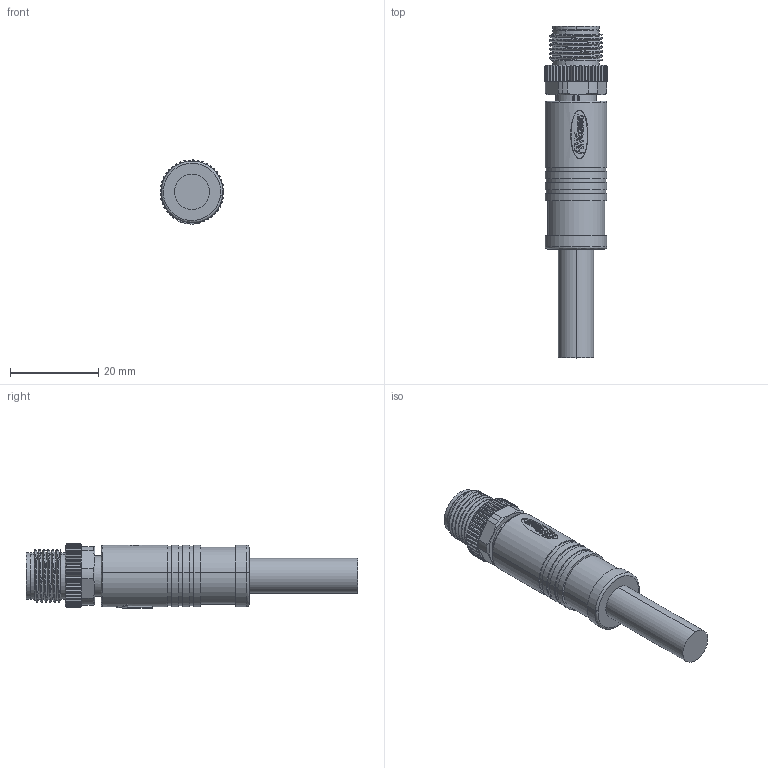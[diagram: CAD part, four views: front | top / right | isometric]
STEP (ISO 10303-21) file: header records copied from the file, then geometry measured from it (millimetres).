
FILE_DESCRIPTION (( 'STEP AP203' ), '1' );
FILE_NAME ('P140.STEP', '2020-05-12T02:14:31', ( 'edpusr' ), ( 'Microsoft' ), 'SwSTEP 2.0', 'SolidWorks 2015', '' );
FILE_SCHEMA (( 'CONFIG_CONTROL_DESIGN' ));
Products named in the file (1): P140
Bounding box: 14.49 x 75.3 x 14.55 mm (x, y, z)
Volume: 7693.4 mm3; surface area: 6440.9 mm2
Topology: 1 solids, 17 shells, 1184 faces, 3096 edges, 1984 vertices
Faces by surface type: plane 385, cylinder 384, cone 213, bspline 188, sphere 10, torus 4
Entity records: 44168 total; most frequent: CARTESIAN_POINT 16312, ORIENTED_EDGE 6148, DIRECTION 5312, EDGE_CURVE 3074, AXIS2_PLACEMENT_3D 2017, VERTEX_POINT 1980, LINE 1278, VECTOR 1278
